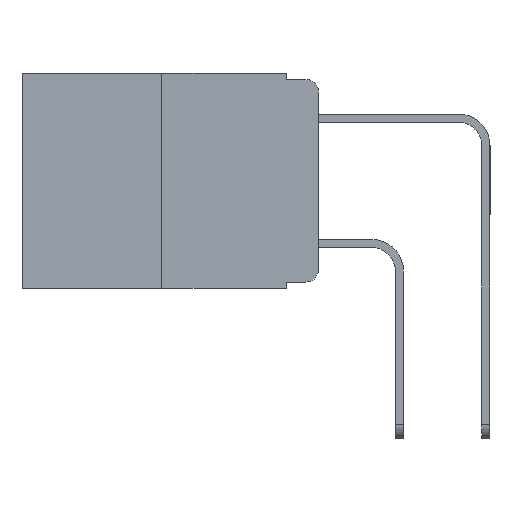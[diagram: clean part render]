
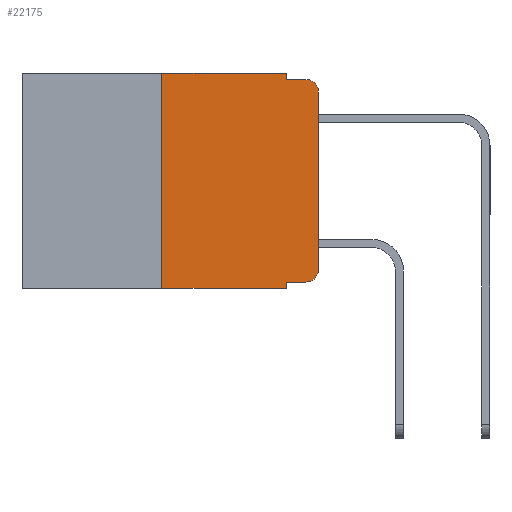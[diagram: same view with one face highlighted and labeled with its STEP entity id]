
A CAD part, left-side view. The second image highlights one B-rep face of the part: STEP entity #22175.
In plain terms, the highlighted planar face has unit normal (-1, 0, 0).
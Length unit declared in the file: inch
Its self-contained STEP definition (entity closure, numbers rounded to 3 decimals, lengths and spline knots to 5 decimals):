
#710 = VECTOR ( 'NONE', #15820, 39.37008 ) ;
#901 = CARTESIAN_POINT ( 'NONE',  ( 0., 0.051, -0.333 ) ) ;
#1688 = EDGE_CURVE ( 'NONE', #17951, #9365, #16483, .T. ) ;
#2137 = CARTESIAN_POINT ( 'NONE',  ( 0., 0.02, -0.333 ) ) ;
#2173 = CARTESIAN_POINT ( 'NONE',  ( 0., 0.02, -0.03 ) ) ;
#2290 = AXIS2_PLACEMENT_3D ( 'NONE', #8943, #14138, #3704 ) ;
#2312 = CARTESIAN_POINT ( 'NONE',  ( 0., 0.25, 0. ) ) ;
#2502 = ORIENTED_EDGE ( 'NONE', *, *, #6701, .F. ) ;
#2908 = CARTESIAN_POINT ( 'NONE',  ( 0., 0.25, 0. ) ) ;
#3231 = CARTESIAN_POINT ( 'NONE',  ( 0., 0.25, -0.343 ) ) ;
#3274 = DIRECTION ( 'NONE',  ( 0., 0., 1. ) ) ;
#3634 = PLANE ( 'NONE',  #2290 ) ;
#3704 = DIRECTION ( 'NONE',  ( 0., 0., -1. ) ) ;
#3916 = DIRECTION ( 'NONE',  ( 0., 0., -1. ) ) ;
#3942 = VERTEX_POINT ( 'NONE', #17086 ) ;
#4127 = ORIENTED_EDGE ( 'NONE', *, *, #4651, .F. ) ;
#4236 = CARTESIAN_POINT ( 'NONE',  ( 0., 0., -0.03 ) ) ;
#4412 = ORIENTED_EDGE ( 'NONE', *, *, #5333, .T. ) ;
#4651 = EDGE_CURVE ( 'NONE', #15009, #17951, #20889, .T. ) ;
#4905 = AXIS2_PLACEMENT_3D ( 'NONE', #7244, #19319, #9030 ) ;
#5333 = EDGE_CURVE ( 'NONE', #12707, #18901, #19128, .T. ) ;
#5410 = CARTESIAN_POINT ( 'NONE',  ( 0., 0.473, -0.343 ) ) ;
#5748 = ORIENTED_EDGE ( 'NONE', *, *, #16020, .T. ) ;
#5751 = VECTOR ( 'NONE', #3274, 39.37008 ) ;
#6138 = ORIENTED_EDGE ( 'NONE', *, *, #9052, .T. ) ;
#6701 = EDGE_CURVE ( 'NONE', #19654, #18901, #14500, .T. ) ;
#7244 = CARTESIAN_POINT ( 'NONE',  ( 0., 0.02, -0.313 ) ) ;
#7272 = VECTOR ( 'NONE', #15938, 39.37008 ) ;
#7375 = CARTESIAN_POINT ( 'NONE',  ( 0., 0.051, -0.01 ) ) ;
#7522 = DIRECTION ( 'NONE',  ( 0., 0., 1. ) ) ;
#7553 = CARTESIAN_POINT ( 'NONE',  ( 0., 0., -0.313 ) ) ;
#7732 = VECTOR ( 'NONE', #12328, 39.37008 ) ;
#8943 = CARTESIAN_POINT ( 'NONE',  ( 0., 0.473, 0. ) ) ;
#9030 = DIRECTION ( 'NONE',  ( 0., 0., -1. ) ) ;
#9052 = EDGE_CURVE ( 'NONE', #21617, #9181, #9595, .T. ) ;
#9181 = VERTEX_POINT ( 'NONE', #7553 ) ;
#9296 = VECTOR ( 'NONE', #14832, 39.37008 ) ;
#9365 = VERTEX_POINT ( 'NONE', #21639 ) ;
#9531 = CARTESIAN_POINT ( 'NONE',  ( 0., 0.051, 0. ) ) ;
#9595 = CIRCLE ( 'NONE', #4905, 0.02 ) ;
#9635 = ORIENTED_EDGE ( 'NONE', *, *, #9762, .F. ) ;
#9762 = EDGE_CURVE ( 'NONE', #9365, #3942, #13868, .T. ) ;
#9938 = VECTOR ( 'NONE', #21476, 39.37008 ) ;
#10420 = EDGE_CURVE ( 'NONE', #19654, #21617, #22061, .T. ) ;
#10446 = LINE ( 'NONE', #18819, #5751 ) ;
#10593 = CARTESIAN_POINT ( 'NONE',  ( 0., 0.473, 0. ) ) ;
#10715 = EDGE_CURVE ( 'NONE', #14319, #3942, #11682, .T. ) ;
#11682 = CIRCLE ( 'NONE', #19008, 0.02 ) ;
#12328 = DIRECTION ( 'NONE',  ( 0., -1., 0. ) ) ;
#12707 = VERTEX_POINT ( 'NONE', #3231 ) ;
#13245 = DIRECTION ( 'NONE',  ( 0., -1., 0. ) ) ;
#13868 = LINE ( 'NONE', #7375, #9296 ) ;
#14138 = DIRECTION ( 'NONE',  ( 1., 0., 0. ) ) ;
#14319 = VERTEX_POINT ( 'NONE', #4236 ) ;
#14337 = DIRECTION ( 'NONE',  ( -1., 0., 0. ) ) ;
#14500 = LINE ( 'NONE', #9531, #9938 ) ;
#14771 = VECTOR ( 'NONE', #7522, 39.37008 ) ;
#14832 = DIRECTION ( 'NONE',  ( 0., -1., 0. ) ) ;
#15009 = VERTEX_POINT ( 'NONE', #2908 ) ;
#15029 = ORIENTED_EDGE ( 'NONE', *, *, #20818, .F. ) ;
#15317 = LINE ( 'NONE', #2312, #14771 ) ;
#15820 = DIRECTION ( 'NONE',  ( 0., -1., 0. ) ) ;
#15938 = DIRECTION ( 'NONE',  ( 0., 0., -1. ) ) ;
#16020 = EDGE_CURVE ( 'NONE', #9181, #14319, #10446, .T. ) ;
#16483 = LINE ( 'NONE', #18255, #7272 ) ;
#16622 = ORIENTED_EDGE ( 'NONE', *, *, #10715, .T. ) ;
#17086 = CARTESIAN_POINT ( 'NONE',  ( 0., 0.02, -0.01 ) ) ;
#17951 = VERTEX_POINT ( 'NONE', #20641 ) ;
#18255 = CARTESIAN_POINT ( 'NONE',  ( 0., 0.051, 0. ) ) ;
#18744 = FACE_OUTER_BOUND ( 'NONE', #21012, .T. ) ;
#18819 = CARTESIAN_POINT ( 'NONE',  ( 0., 0., 0. ) ) ;
#18880 = ORIENTED_EDGE ( 'NONE', *, *, #10420, .T. ) ;
#18901 = VERTEX_POINT ( 'NONE', #20963 ) ;
#19008 = AXIS2_PLACEMENT_3D ( 'NONE', #2173, #14337, #3916 ) ;
#19128 = LINE ( 'NONE', #5410, #710 ) ;
#19319 = DIRECTION ( 'NONE',  ( -1., 0., 0. ) ) ;
#19654 = VERTEX_POINT ( 'NONE', #21225 ) ;
#20356 = ORIENTED_EDGE ( 'NONE', *, *, #1688, .F. ) ;
#20641 = CARTESIAN_POINT ( 'NONE',  ( 0., 0.051, 0. ) ) ;
#20818 = EDGE_CURVE ( 'NONE', #12707, #15009, #15317, .T. ) ;
#20889 = LINE ( 'NONE', #10593, #7732 ) ;
#20963 = CARTESIAN_POINT ( 'NONE',  ( 0., 0.051, -0.343 ) ) ;
#21012 = EDGE_LOOP ( 'NONE', ( #5748, #16622, #9635, #20356, #4127, #15029, #4412, #2502, #18880, #6138 ) ) ;
#21225 = CARTESIAN_POINT ( 'NONE',  ( 0., 0.051, -0.333 ) ) ;
#21476 = DIRECTION ( 'NONE',  ( 0., 0., -1. ) ) ;
#21550 = VECTOR ( 'NONE', #13245, 39.37008 ) ;
#21617 = VERTEX_POINT ( 'NONE', #2137 ) ;
#21639 = CARTESIAN_POINT ( 'NONE',  ( 0., 0.051, -0.01 ) ) ;
#22061 = LINE ( 'NONE', #901, #21550 ) ;
#22175 = ADVANCED_FACE ( 'NONE', ( #18744 ), #3634, .F. ) ;
